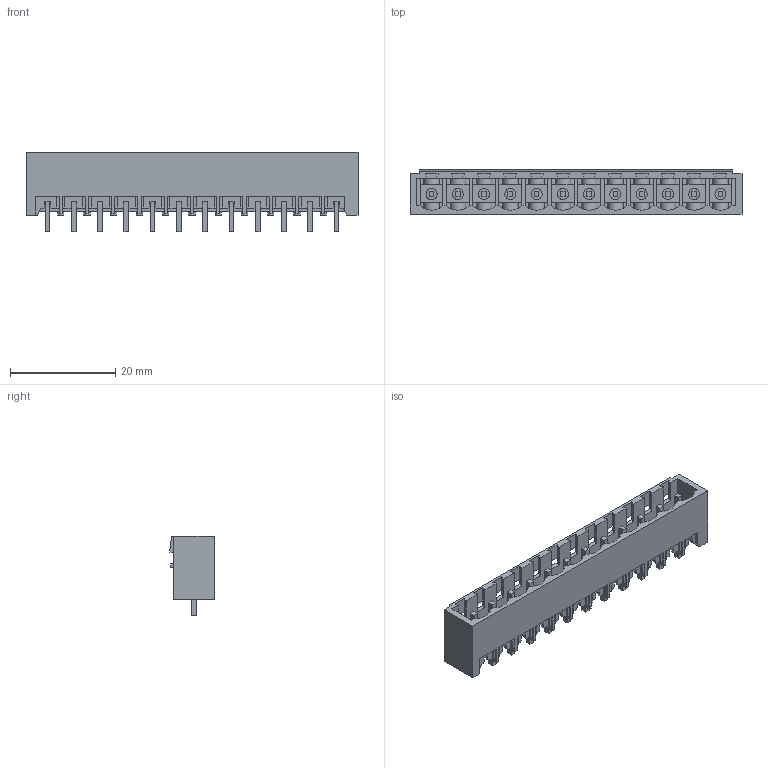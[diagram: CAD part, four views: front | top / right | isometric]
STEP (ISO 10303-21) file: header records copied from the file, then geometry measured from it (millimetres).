
FILE_DESCRIPTION(('CATIA V5 STEP Exchange','CAx-IF Rec.Pracs.--- Model Styling and Organization---1.2---2011-12-15'),'2;1');
FILE_NAME ('D1457143_0_1841260000_1841260000.stp','2018-04-11T11:05:41+00:00',('none'),('Weidmueller'),'CATIA Version 5-6 Release 2014','CATIA V5 STEP AP214','none');
FILE_SCHEMA(('AUTOMOTIVE_DESIGN { 1 0 10303 214 1 1 1 1 }'));
Length unit declared in the file: millimetre
Products named in the file (1): 1841260000
Bounding box: 63.2 x 8.43 x 15.2 mm (x, y, z)
Volume: 2299.3 mm3; surface area: 5505.4 mm2
Topology: 13 solids, 13 shells, 829 faces, 2521 edges, 1696 vertices
Faces by surface type: plane 703, cylinder 106, extrusion 20
Entity records: 26535 total; most frequent: CARTESIAN_POINT 5532, ORIENTED_EDGE 5042, DIRECTION 3286, EDGE_CURVE 2521, VECTOR 2112, LINE 2092, VERTEX_POINT 1696, EDGE_LOOP 855
